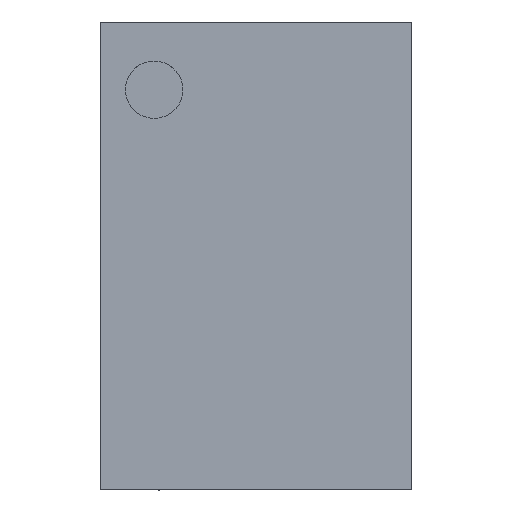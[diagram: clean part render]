
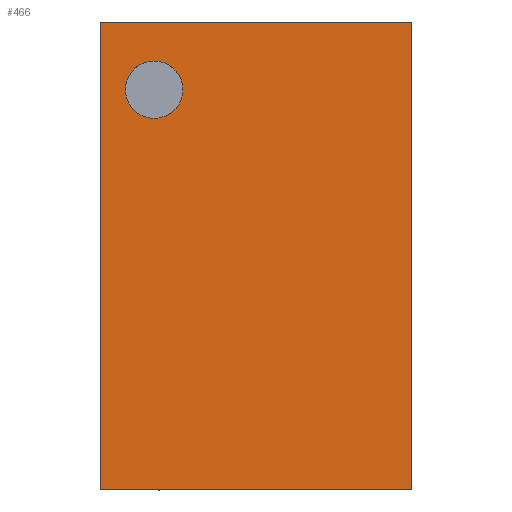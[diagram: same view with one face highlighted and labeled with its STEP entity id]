
A CAD part, top view. The second image highlights one B-rep face of the part: STEP entity #466.
In plain terms, the highlighted face is planar.
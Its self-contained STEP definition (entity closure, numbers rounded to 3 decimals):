
#120 = VERTEX_POINT ( 'NONE', #2967 ) ;
#125 = DIRECTION ( 'NONE',  ( 0., 0., 1. ) ) ;
#150 = CARTESIAN_POINT ( 'NONE',  ( -17.064, 0.9, 22.45 ) ) ;
#257 = ORIENTED_EDGE ( 'NONE', *, *, #2520, .T. ) ;
#451 = CARTESIAN_POINT ( 'NONE',  ( -17.498, 0.9, 20.797 ) ) ;
#466 = ADVANCED_FACE ( 'NONE', ( #652, #2183 ), #1245, .T. ) ;
#474 = CARTESIAN_POINT ( 'NONE',  ( -14.498, 0.9, 20.797 ) ) ;
#593 = LINE ( 'NONE', #2792, #1278 ) ;
#647 = DIRECTION ( 'NONE',  ( 0., 1., 0. ) ) ;
#652 = FACE_BOUND ( 'NONE', #1572, .T. ) ;
#696 = DIRECTION ( 'NONE',  ( 0., 0., 1. ) ) ;
#724 = CARTESIAN_POINT ( 'NONE',  ( -14.498, 0.9, 20.797 ) ) ;
#743 = EDGE_CURVE ( 'NONE', #120, #1293, #1254, .T. ) ;
#788 = ORIENTED_EDGE ( 'NONE', *, *, #1321, .T. ) ;
#934 = DIRECTION ( 'NONE',  ( 0., 0., -1. ) ) ;
#1018 = VERTEX_POINT ( 'NONE', #724 ) ;
#1076 = LINE ( 'NONE', #474, #2295 ) ;
#1159 = ORIENTED_EDGE ( 'NONE', *, *, #1725, .F. ) ;
#1203 = CARTESIAN_POINT ( 'NONE',  ( 0., 0.9, 0. ) ) ;
#1224 = CARTESIAN_POINT ( 'NONE',  ( -14.498, 0.9, 22.797 ) ) ;
#1245 = PLANE ( 'NONE',  #1846 ) ;
#1254 = CIRCLE ( 'NONE', #1710, 0.184 ) ;
#1278 = VECTOR ( 'NONE', #3348, 1000. ) ;
#1293 = VERTEX_POINT ( 'NONE', #2974 ) ;
#1321 = EDGE_CURVE ( 'NONE', #1018, #2769, #1076, .T. ) ;
#1465 = LINE ( 'NONE', #2586, #3216 ) ;
#1572 = EDGE_LOOP ( 'NONE', ( #1916, #1159 ) ) ;
#1684 = LINE ( 'NONE', #451, #3020 ) ;
#1710 = AXIS2_PLACEMENT_3D ( 'NONE', #150, #2920, #125 ) ;
#1725 = EDGE_CURVE ( 'NONE', #1293, #120, #2861, .T. ) ;
#1821 = EDGE_CURVE ( 'NONE', #3226, #1018, #1465, .T. ) ;
#1828 = EDGE_LOOP ( 'NONE', ( #3105, #788, #2250, #257 ) ) ;
#1846 = AXIS2_PLACEMENT_3D ( 'NONE', #1203, #647, #696 ) ;
#1916 = ORIENTED_EDGE ( 'NONE', *, *, #743, .F. ) ;
#2183 = FACE_OUTER_BOUND ( 'NONE', #1828, .T. ) ;
#2250 = ORIENTED_EDGE ( 'NONE', *, *, #2278, .T. ) ;
#2278 = EDGE_CURVE ( 'NONE', #2769, #3223, #1684, .T. ) ;
#2295 = VECTOR ( 'NONE', #2645, 1000. ) ;
#2520 = EDGE_CURVE ( 'NONE', #3223, #3226, #593, .T. ) ;
#2586 = CARTESIAN_POINT ( 'NONE',  ( -14.498, 0.9, 22.797 ) ) ;
#2645 = DIRECTION ( 'NONE',  ( -1., 0., 0. ) ) ;
#2769 = VERTEX_POINT ( 'NONE', #3039 ) ;
#2792 = CARTESIAN_POINT ( 'NONE',  ( -17.498, 0.9, 22.797 ) ) ;
#2861 = CIRCLE ( 'NONE', #3518, 0.184 ) ;
#2865 = DIRECTION ( 'NONE',  ( 0., 1., 0. ) ) ;
#2920 = DIRECTION ( 'NONE',  ( 0., 1., 0. ) ) ;
#2967 = CARTESIAN_POINT ( 'NONE',  ( -17.064, 0.9, 22.634 ) ) ;
#2974 = CARTESIAN_POINT ( 'NONE',  ( -17.064, 0.9, 22.266 ) ) ;
#3020 = VECTOR ( 'NONE', #3312, 1000. ) ;
#3039 = CARTESIAN_POINT ( 'NONE',  ( -17.498, 0.9, 20.797 ) ) ;
#3105 = ORIENTED_EDGE ( 'NONE', *, *, #1821, .T. ) ;
#3138 = DIRECTION ( 'NONE',  ( 0., 0., 1. ) ) ;
#3216 = VECTOR ( 'NONE', #934, 1000. ) ;
#3223 = VERTEX_POINT ( 'NONE', #3408 ) ;
#3226 = VERTEX_POINT ( 'NONE', #1224 ) ;
#3312 = DIRECTION ( 'NONE',  ( 0., 0., 1. ) ) ;
#3348 = DIRECTION ( 'NONE',  ( 1., 0., 0. ) ) ;
#3359 = CARTESIAN_POINT ( 'NONE',  ( -17.064, 0.9, 22.45 ) ) ;
#3408 = CARTESIAN_POINT ( 'NONE',  ( -17.498, 0.9, 22.797 ) ) ;
#3518 = AXIS2_PLACEMENT_3D ( 'NONE', #3359, #2865, #3138 ) ;
